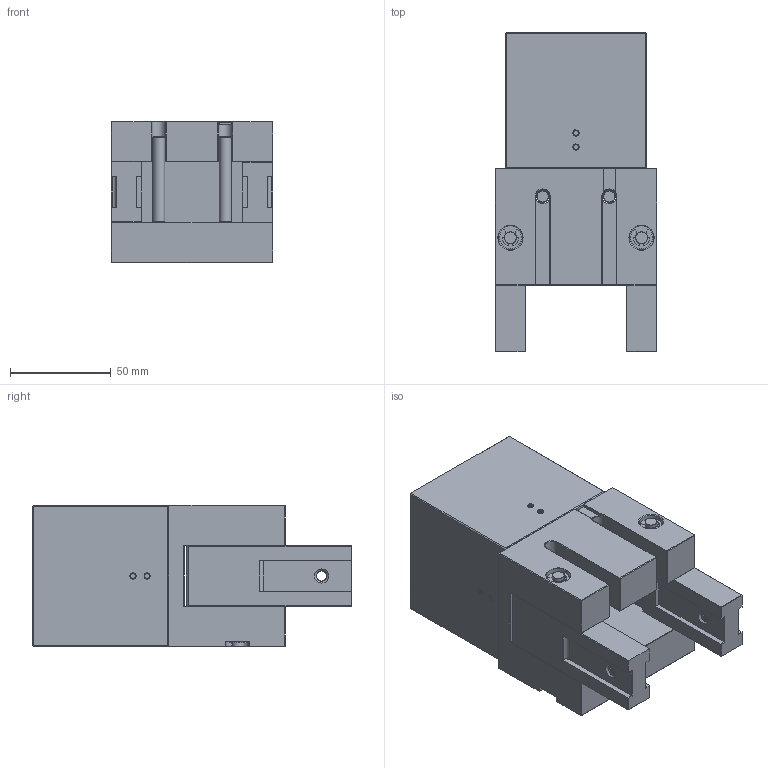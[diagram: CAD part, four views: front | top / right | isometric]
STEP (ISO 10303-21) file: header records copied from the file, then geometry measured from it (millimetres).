
FILE_DESCRIPTION(/* description */ (''),/* implementation_level */ '2;1');
FILE_NAME(/* name */ '994c73bb-1993-4ad4-b4dc-fe74952de7c0.stp',/* time_stamp */ '2021-10-22T07:08:28+00:00',/* author */ (''),/* organization */ (''),/* preprocessor_version */ 'ST-DEVELOPER v18.1',/* originating_system */ 'Autodesk Translation Framework v10.10.0.1391',/* authorisation */ '');
FILE_SCHEMA (('AUTOMOTIVE_DESIGN { 1 0 10303 214 3 1 1 }'));
Products named in the file (8): KZ 180/50; Upper body; Lower body; Gripper; Shaft_1; Shaft_2; Socket_head_screw_M5; Retaining_ring_6
Assembly tree (14 placements, depth 2):
  KZ 180/50
    Upper body
    Lower body
    Gripper  x2
    Shaft_1  x2
    Shaft_2  x2
    Socket_head_screw_M5  x2
    Retaining_ring_6  x4
Bounding box: 80 x 158.5 x 70 mm (x, y, z)
Volume: 580921.1 mm3; surface area: 95618.2 mm2
Topology: 14 solids, 14 shells, 839 faces, 2132 edges, 1352 vertices
Faces by surface type: cylinder 456, plane 290, cone 52, bspline 41
Full cylindrical faces by diameter (mm): 2.529 x42, 3.086 x36, 4.234 x10, 4.701 x18, 5 x10, 5.035 x6, 5.12 x7, 6 x30, 6.147 x4, 6.779 x12, 7 x2, 8.17 x10, 10 x2, 10.5 x2, 12 x2
Entity records: 40452 total; most frequent: CARTESIAN_POINT 25764, ORIENTED_EDGE 3366, DIRECTION 2391, EDGE_CURVE 1683, VERTEX_POINT 1065, AXIS2_PLACEMENT_3D 832, B_SPLINE_CURVE_WITH_KNOTS 736, LINE 727
